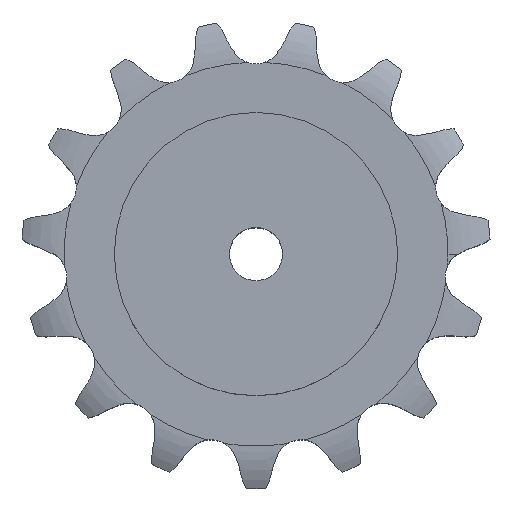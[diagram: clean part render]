
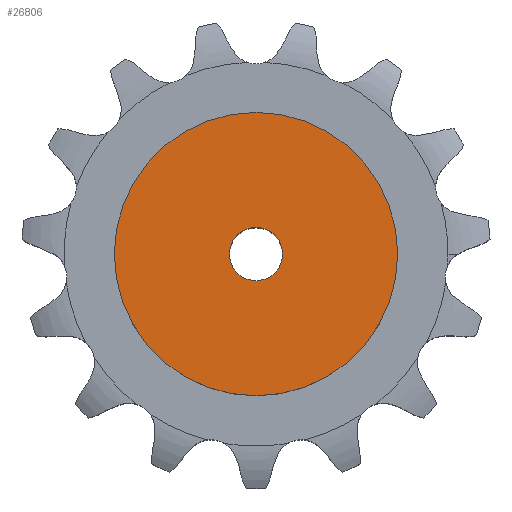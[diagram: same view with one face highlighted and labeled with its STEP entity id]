
A CAD part, top view. The second image highlights one B-rep face of the part: STEP entity #26806.
In plain terms, the highlighted planar face has unit normal (0, 0, 1).
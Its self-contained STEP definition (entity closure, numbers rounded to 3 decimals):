
#14392 = CYLINDRICAL_SURFACE('',#14393,15.);
#14393 = AXIS2_PLACEMENT_3D('',#14394,#14395,#14396);
#14394 = CARTESIAN_POINT('',(0.,0.,435.381));
#14395 = DIRECTION('',(0.,0.,1.));
#14396 = DIRECTION('',(1.,0.,0.));
#18235 = EDGE_CURVE('',#18236,#18236,#18238,.T.);
#18236 = VERTEX_POINT('',#18237);
#18237 = CARTESIAN_POINT('',(15.,0.,120.));
#18238 = SURFACE_CURVE('',#18239,(#18244,#18251),.PCURVE_S1.);
#18239 = CIRCLE('',#18240,15.);
#18240 = AXIS2_PLACEMENT_3D('',#18241,#18242,#18243);
#18241 = CARTESIAN_POINT('',(0.,0.,120.));
#18242 = DIRECTION('',(0.,0.,1.));
#18243 = DIRECTION('',(1.,0.,0.));
#18244 = PCURVE('',#14392,#18245);
#18245 = DEFINITIONAL_REPRESENTATION('',(#18246),#18250);
#18246 = LINE('',#18247,#18248);
#18247 = CARTESIAN_POINT('',(0.,-315.381));
#18248 = VECTOR('',#18249,1.);
#18249 = DIRECTION('',(1.,0.));
#18250 = ( GEOMETRIC_REPRESENTATION_CONTEXT(2) 
PARAMETRIC_REPRESENTATION_CONTEXT() REPRESENTATION_CONTEXT('2D SPACE',''
  ) );
#18251 = PCURVE('',#18252,#18257);
#18252 = PLANE('',#18253);
#18253 = AXIS2_PLACEMENT_3D('',#18254,#18255,#18256);
#18254 = CARTESIAN_POINT('',(0.,0.,120.
    ));
#18255 = DIRECTION('',(0.,0.,1.));
#18256 = DIRECTION('',(1.,0.,0.));
#18257 = DEFINITIONAL_REPRESENTATION('',(#18258),#18262);
#18258 = CIRCLE('',#18259,15.);
#18259 = AXIS2_PLACEMENT_2D('',#18260,#18261);
#18260 = CARTESIAN_POINT('',(0.,0.));
#18261 = DIRECTION('',(1.,0.));
#18262 = ( GEOMETRIC_REPRESENTATION_CONTEXT(2) 
PARAMETRIC_REPRESENTATION_CONTEXT() REPRESENTATION_CONTEXT('2D SPACE',''
  ) );
#26806 = ADVANCED_FACE('',(#26807,#26838),#18252,.T.);
#26807 = FACE_BOUND('',#26808,.T.);
#26808 = EDGE_LOOP('',(#26809));
#26809 = ORIENTED_EDGE('',*,*,#26810,.T.);
#26810 = EDGE_CURVE('',#26811,#26811,#26813,.T.);
#26811 = VERTEX_POINT('',#26812);
#26812 = CARTESIAN_POINT('',(80.,0.,120.));
#26813 = SURFACE_CURVE('',#26814,(#26819,#26826),.PCURVE_S1.);
#26814 = CIRCLE('',#26815,80.);
#26815 = AXIS2_PLACEMENT_3D('',#26816,#26817,#26818);
#26816 = CARTESIAN_POINT('',(0.,0.,120.));
#26817 = DIRECTION('',(0.,0.,1.));
#26818 = DIRECTION('',(1.,0.,0.));
#26819 = PCURVE('',#18252,#26820);
#26820 = DEFINITIONAL_REPRESENTATION('',(#26821),#26825);
#26821 = CIRCLE('',#26822,80.);
#26822 = AXIS2_PLACEMENT_2D('',#26823,#26824);
#26823 = CARTESIAN_POINT('',(0.,0.));
#26824 = DIRECTION('',(1.,0.));
#26825 = ( GEOMETRIC_REPRESENTATION_CONTEXT(2) 
PARAMETRIC_REPRESENTATION_CONTEXT() REPRESENTATION_CONTEXT('2D SPACE',''
  ) );
#26826 = PCURVE('',#26827,#26832);
#26827 = CYLINDRICAL_SURFACE('',#26828,80.);
#26828 = AXIS2_PLACEMENT_3D('',#26829,#26830,#26831);
#26829 = CARTESIAN_POINT('',(0.,0.,0.));
#26830 = DIRECTION('',(-0.,-0.,-1.));
#26831 = DIRECTION('',(1.,0.,0.));
#26832 = DEFINITIONAL_REPRESENTATION('',(#26833),#26837);
#26833 = LINE('',#26834,#26835);
#26834 = CARTESIAN_POINT('',(-0.,-120.));
#26835 = VECTOR('',#26836,1.);
#26836 = DIRECTION('',(-1.,0.));
#26837 = ( GEOMETRIC_REPRESENTATION_CONTEXT(2) 
PARAMETRIC_REPRESENTATION_CONTEXT() REPRESENTATION_CONTEXT('2D SPACE',''
  ) );
#26838 = FACE_BOUND('',#26839,.T.);
#26839 = EDGE_LOOP('',(#26840));
#26840 = ORIENTED_EDGE('',*,*,#18235,.F.);
